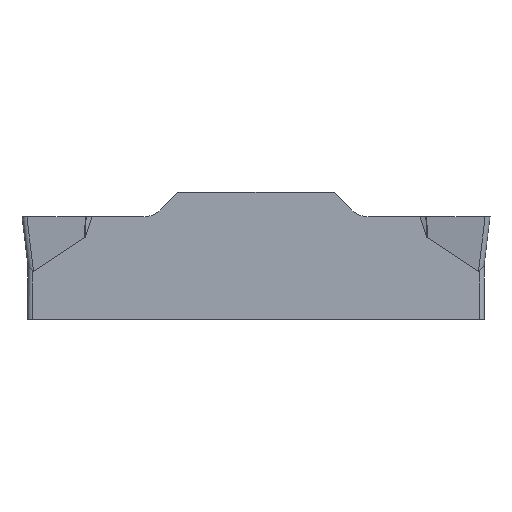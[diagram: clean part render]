
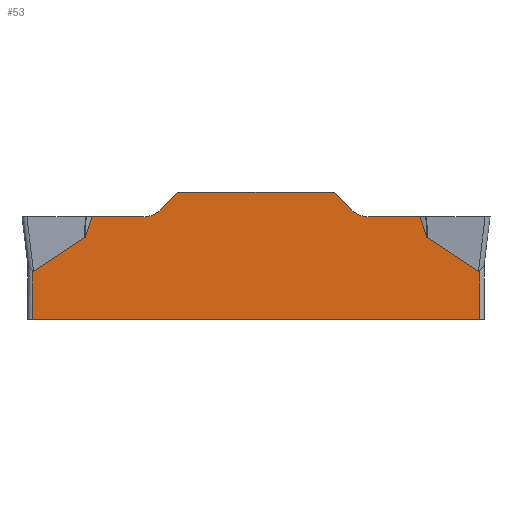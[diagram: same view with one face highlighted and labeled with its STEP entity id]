
A CAD part, left-side view. The second image highlights one B-rep face of the part: STEP entity #53.
In plain terms, the highlighted planar face has unit normal (-1, 0, 0).
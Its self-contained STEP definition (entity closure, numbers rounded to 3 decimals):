
#53=ADVANCED_FACE('',(#107),#87,.T.);
#87=PLANE('',#714);
#107=FACE_OUTER_BOUND('',#141,.T.);
#141=EDGE_LOOP('',(#195,#196,#197,#198,#199,#200,#201,#202,#203,#204,#205,
#206,#207,#208,#209,#210,#211,#212));
#175=CIRCLE('',#712,1.);
#176=CIRCLE('',#713,1.);
#183=ELLIPSE('',#710,2.135,0.2);
#184=ELLIPSE('',#711,2.135,0.2);
#195=ORIENTED_EDGE('',*,*,#451,.F.);
#196=ORIENTED_EDGE('',*,*,#452,.T.);
#197=ORIENTED_EDGE('',*,*,#453,.T.);
#198=ORIENTED_EDGE('',*,*,#454,.T.);
#199=ORIENTED_EDGE('',*,*,#455,.F.);
#200=ORIENTED_EDGE('',*,*,#456,.T.);
#201=ORIENTED_EDGE('',*,*,#457,.T.);
#202=ORIENTED_EDGE('',*,*,#458,.T.);
#203=ORIENTED_EDGE('',*,*,#459,.F.);
#204=ORIENTED_EDGE('',*,*,#460,.T.);
#205=ORIENTED_EDGE('',*,*,#461,.T.);
#206=ORIENTED_EDGE('',*,*,#462,.T.);
#207=ORIENTED_EDGE('',*,*,#463,.F.);
#208=ORIENTED_EDGE('',*,*,#464,.F.);
#209=ORIENTED_EDGE('',*,*,#465,.F.);
#210=ORIENTED_EDGE('',*,*,#466,.F.);
#211=ORIENTED_EDGE('',*,*,#467,.F.);
#212=ORIENTED_EDGE('',*,*,#468,.F.);
#387=VERTEX_POINT('',#951);
#388=VERTEX_POINT('',#952);
#389=VERTEX_POINT('',#954);
#390=VERTEX_POINT('',#968);
#391=VERTEX_POINT('',#970);
#392=VERTEX_POINT('',#972);
#393=VERTEX_POINT('',#974);
#394=VERTEX_POINT('',#976);
#395=VERTEX_POINT('',#978);
#396=VERTEX_POINT('',#980);
#397=VERTEX_POINT('',#982);
#398=VERTEX_POINT('',#993);
#399=VERTEX_POINT('',#995);
#400=VERTEX_POINT('',#997);
#401=VERTEX_POINT('',#999);
#402=VERTEX_POINT('',#1001);
#403=VERTEX_POINT('',#1003);
#404=VERTEX_POINT('',#1005);
#451=EDGE_CURVE('',#387,#388,#547,.T.);
#452=EDGE_CURVE('',#387,#389,#548,.T.);
#453=EDGE_CURVE('',#389,#390,#675,.T.);
#454=EDGE_CURVE('',#390,#391,#549,.T.);
#455=EDGE_CURVE('',#392,#391,#183,.T.);
#456=EDGE_CURVE('',#392,#393,#550,.T.);
#457=EDGE_CURVE('',#393,#394,#551,.T.);
#458=EDGE_CURVE('',#394,#395,#552,.T.);
#459=EDGE_CURVE('',#396,#395,#184,.T.);
#460=EDGE_CURVE('',#396,#397,#553,.T.);
#461=EDGE_CURVE('',#397,#398,#676,.T.);
#462=EDGE_CURVE('',#398,#399,#554,.T.);
#463=EDGE_CURVE('',#400,#399,#555,.T.);
#464=EDGE_CURVE('',#401,#400,#175,.T.);
#465=EDGE_CURVE('',#402,#401,#556,.T.);
#466=EDGE_CURVE('',#403,#402,#557,.T.);
#467=EDGE_CURVE('',#404,#403,#558,.T.);
#468=EDGE_CURVE('',#388,#404,#176,.T.);
#547=LINE('',#950,#607);
#548=LINE('',#953,#608);
#549=LINE('',#969,#609);
#550=LINE('',#973,#610);
#551=LINE('',#975,#611);
#552=LINE('',#977,#612);
#553=LINE('',#981,#613);
#554=LINE('',#994,#614);
#555=LINE('',#996,#615);
#556=LINE('',#1000,#616);
#557=LINE('',#1002,#617);
#558=LINE('',#1004,#618);
#607=VECTOR('',#766,1.);
#608=VECTOR('',#767,1.);
#609=VECTOR('',#768,1.);
#610=VECTOR('',#771,1.);
#611=VECTOR('',#772,1.);
#612=VECTOR('',#773,1.);
#613=VECTOR('',#776,1.);
#614=VECTOR('',#777,1.);
#615=VECTOR('',#778,1.);
#616=VECTOR('',#781,1.);
#617=VECTOR('',#782,1.);
#618=VECTOR('',#783,1.);
#675=B_SPLINE_CURVE_WITH_KNOTS('',3,(#955,#956,#957,#958,#959,#960,#961,
#962,#963,#964,#965,#966,#967),.UNSPECIFIED.,.F.,.F.,(4,3,3,3,4),(0.,0.487,
0.737,0.959,1.),.UNSPECIFIED.);
#676=B_SPLINE_CURVE_WITH_KNOTS('',3,(#983,#984,#985,#986,#987,#988,#989,
#990,#991,#992),.UNSPECIFIED.,.F.,.F.,(4,3,3,4),(0.,0.245,0.619,
1.),.UNSPECIFIED.);
#710=AXIS2_PLACEMENT_3D('',#971,#769,#770);
#711=AXIS2_PLACEMENT_3D('',#979,#774,#775);
#712=AXIS2_PLACEMENT_3D('',#998,#779,#780);
#713=AXIS2_PLACEMENT_3D('',#1006,#784,#785);
#714=AXIS2_PLACEMENT_3D('',#1007,#786,#787);
#766=DIRECTION('',(0.,-1.,0.));
#767=DIRECTION('',(0.,0.32,-0.947));
#768=DIRECTION('',(0.,0.833,-0.554));
#769=DIRECTION('',(-1.,0.,0.));
#770=DIRECTION('',(0.,-0.122,-0.993));
#771=DIRECTION('',(0.,0.,-1.));
#772=DIRECTION('',(0.,-1.,0.));
#773=DIRECTION('',(0.,0.,1.));
#774=DIRECTION('',(-1.,0.,0.));
#775=DIRECTION('',(0.,0.122,-0.993));
#776=DIRECTION('',(0.,0.833,0.554));
#777=DIRECTION('',(0.,0.32,0.947));
#778=DIRECTION('',(0.,-1.,0.));
#779=DIRECTION('',(-1.,0.,0.));
#780=DIRECTION('',(0.,0.,1.));
#781=DIRECTION('',(0.,-0.707,-0.707));
#782=DIRECTION('',(0.,-1.,0.));
#783=DIRECTION('',(0.,-0.707,0.707));
#784=DIRECTION('',(-1.,0.,0.));
#785=DIRECTION('',(0.,0.,1.));
#786=DIRECTION('',(-1.,0.,0.));
#787=DIRECTION('',(0.,0.,1.));
#950=CARTESIAN_POINT('',(-0.8,19.75,0.));
#951=CARTESIAN_POINT('',(-0.8,16.963,0.));
#952=CARTESIAN_POINT('',(-0.8,14.728,0.));
#953=CARTESIAN_POINT('',(-0.8,16.929,0.101));
#954=CARTESIAN_POINT('',(-0.8,17.242,-0.824));
#955=CARTESIAN_POINT('',(-0.8,17.242,-0.824));
#956=CARTESIAN_POINT('',(-0.8,17.246,-0.837));
#957=CARTESIAN_POINT('',(-0.8,17.251,-0.85));
#958=CARTESIAN_POINT('',(-0.8,17.257,-0.863));
#959=CARTESIAN_POINT('',(-0.8,17.26,-0.869));
#960=CARTESIAN_POINT('',(-0.8,17.264,-0.876));
#961=CARTESIAN_POINT('',(-0.8,17.268,-0.882));
#962=CARTESIAN_POINT('',(-0.8,17.271,-0.887));
#963=CARTESIAN_POINT('',(-0.8,17.275,-0.892));
#964=CARTESIAN_POINT('',(-0.8,17.28,-0.896));
#965=CARTESIAN_POINT('',(-0.8,17.281,-0.897));
#966=CARTESIAN_POINT('',(-0.8,17.282,-0.898));
#967=CARTESIAN_POINT('',(-0.8,17.283,-0.898));
#968=CARTESIAN_POINT('',(-0.8,17.283,-0.898));
#969=CARTESIAN_POINT('',(-0.8,18.094,-1.437));
#970=CARTESIAN_POINT('',(-0.8,19.498,-2.371));
#971=CARTESIAN_POINT('',(-0.8,19.767,-0.255));
#972=CARTESIAN_POINT('',(-0.8,19.55,-2.339));
#973=CARTESIAN_POINT('',(-0.8,19.55,-4.454));
#974=CARTESIAN_POINT('',(-0.8,19.55,-4.454));
#975=CARTESIAN_POINT('',(-0.8,19.75,-4.454));
#976=CARTESIAN_POINT('',(-0.8,0.21,-4.454));
#977=CARTESIAN_POINT('',(-0.8,0.21,1.054));
#978=CARTESIAN_POINT('',(-0.8,0.21,-2.339));
#979=CARTESIAN_POINT('',(-0.8,-0.007,-0.255));
#980=CARTESIAN_POINT('',(-0.8,0.262,-2.371));
#981=CARTESIAN_POINT('',(-0.8,15.358,7.662));
#982=CARTESIAN_POINT('',(-0.8,2.477,-0.898));
#983=CARTESIAN_POINT('',(-0.8,2.477,-0.898));
#984=CARTESIAN_POINT('',(-0.8,2.483,-0.895));
#985=CARTESIAN_POINT('',(-0.8,2.487,-0.889));
#986=CARTESIAN_POINT('',(-0.8,2.491,-0.883));
#987=CARTESIAN_POINT('',(-0.8,2.497,-0.874));
#988=CARTESIAN_POINT('',(-0.8,2.502,-0.865));
#989=CARTESIAN_POINT('',(-0.8,2.506,-0.855));
#990=CARTESIAN_POINT('',(-0.8,2.511,-0.845));
#991=CARTESIAN_POINT('',(-0.8,2.515,-0.834));
#992=CARTESIAN_POINT('',(-0.8,2.518,-0.824));
#993=CARTESIAN_POINT('',(-0.8,2.518,-0.824));
#994=CARTESIAN_POINT('',(-0.8,4.855,6.089));
#995=CARTESIAN_POINT('',(-0.8,2.797,0.));
#996=CARTESIAN_POINT('',(-0.8,19.75,0.));
#997=CARTESIAN_POINT('',(-0.8,5.032,0.));
#998=CARTESIAN_POINT('',(-0.8,5.032,1.));
#999=CARTESIAN_POINT('',(-0.8,5.739,0.293));
#1000=CARTESIAN_POINT('',(-0.8,13.125,7.679));
#1001=CARTESIAN_POINT('',(-0.8,6.5,1.054));
#1002=CARTESIAN_POINT('',(-0.8,19.75,1.054));
#1003=CARTESIAN_POINT('',(-0.8,13.26,1.054));
#1004=CARTESIAN_POINT('',(-0.8,16.505,-2.191));
#1005=CARTESIAN_POINT('',(-0.8,14.021,0.293));
#1006=CARTESIAN_POINT('',(-0.8,14.728,1.));
#1007=CARTESIAN_POINT('',(-0.8,19.75,1.054));
